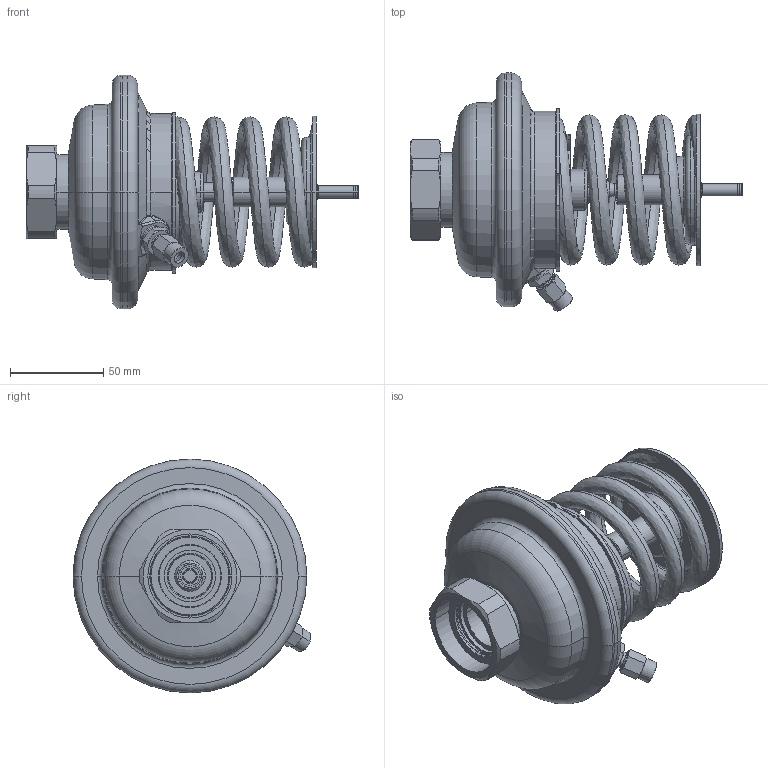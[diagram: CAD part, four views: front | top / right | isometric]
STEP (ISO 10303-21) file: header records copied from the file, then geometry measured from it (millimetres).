
FILE_DESCRIPTION((''),'2;1');
FILE_NAME('003H6831_ASM','2015-04-09T',('u317927'),('Danfoss'),'PRO/ENGINEER BY PARAMETRIC TECHNOLOGY CORPORATION, 2014000','PRO/ENGINEER BY PARAMETRIC TECHNOLOGY CORPORATION, 2014000','');
FILE_SCHEMA(('CONFIG_CONTROL_DESIGN'));
Length unit declared in the file: millimetre
Products named in the file (16): 8883810; 8881083; 8883813; 8881085; 88810790_ZAVIHAN; 8883807; TRATA-MUTTER; PUSA_VODILNA_10X12X5; 8883849; FEDER-BLAU; 8881075; 8881076; 5454032; 8881071; 5191729; 003H6831_ASM
Assembly tree (15 placements, depth 2):
  003H6831_ASM
    8883810
    8881083
    8883813
    8881085
    88810790_ZAVIHAN
    8883807
    TRATA-MUTTER
    PUSA_VODILNA_10X12X5
    8883849
    FEDER-BLAU
    8881075
    8881076
    5454032
    8881071
    5191729
Bounding box: 177.6 x 127.3 x 125.09 mm (x, y, z)
Volume: 296733.9 mm3; surface area: 169543 mm2
Topology: 15 solids, 25 shells, 881 faces, 2060 edges, 1260 vertices
Faces by surface type: plane 321, cylinder 208, cone 195, torus 134, bspline 20, sphere 3
Entity records: 29270 total; most frequent: CARTESIAN_POINT 8826, DIRECTION 4407, ORIENTED_EDGE 4084, EDGE_CURVE 2060, AXIS2_PLACEMENT_3D 1837, VERTEX_POINT 1260, EDGE_LOOP 960, CIRCLE 931
